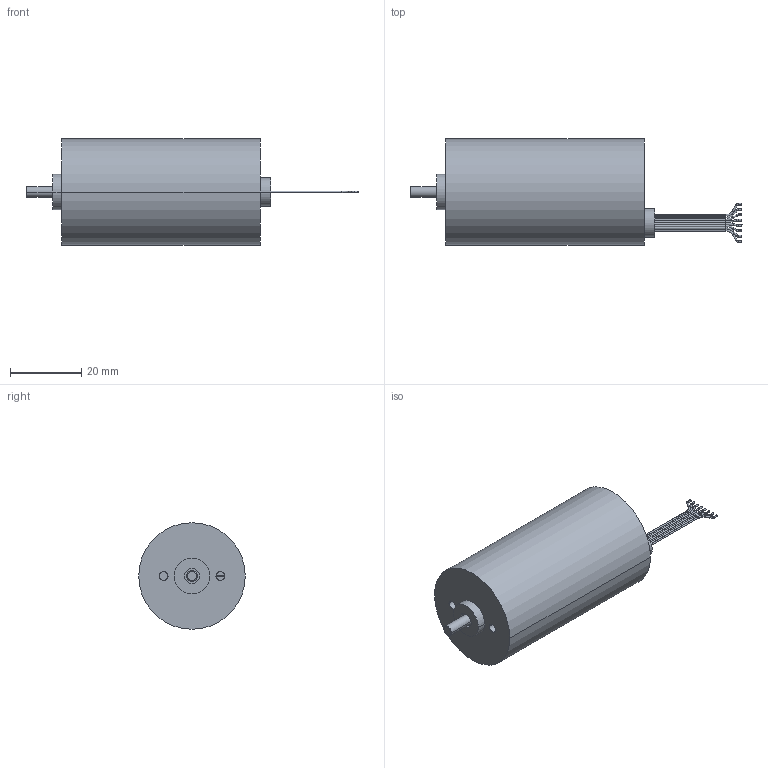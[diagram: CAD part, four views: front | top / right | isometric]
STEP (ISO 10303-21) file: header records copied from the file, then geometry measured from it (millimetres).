
FILE_DESCRIPTION (( 'STEP AP203' ), '1' );
FILE_NAME ('R30BLB4L2.STEP', '2018-05-31T08:16:46', ( 'User' ), ( 'China' ), 'SwSTEP 2.0', 'SolidWorks 2012', '' );
FILE_SCHEMA (( 'CONFIG_CONTROL_DESIGN' ));
Length unit declared in the file: millimetre
Products named in the file (1): R30BLB4L2
Bounding box: 93.52 x 30 x 30 mm (x, y, z)
Surface area: 7495.5 mm2 (no closed solid volume)
Topology: 0 solids, 2 shells, 113 faces, 238 edges, 140 vertices
Faces by surface type: cylinder 64, torus 32, plane 15, cone 2
Entity records: 3130 total; most frequent: DIRECTION 638, CARTESIAN_POINT 492, ORIENTED_EDGE 470, AXIS2_PLACEMENT_3D 286, EDGE_CURVE 238, CIRCLE 172, VERTEX_POINT 140, EDGE_LOOP 127
